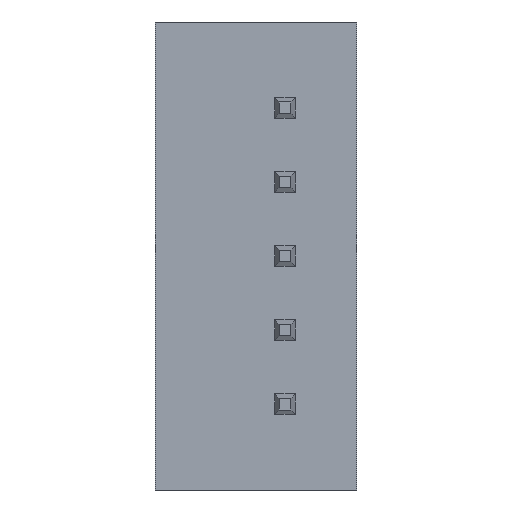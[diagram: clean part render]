
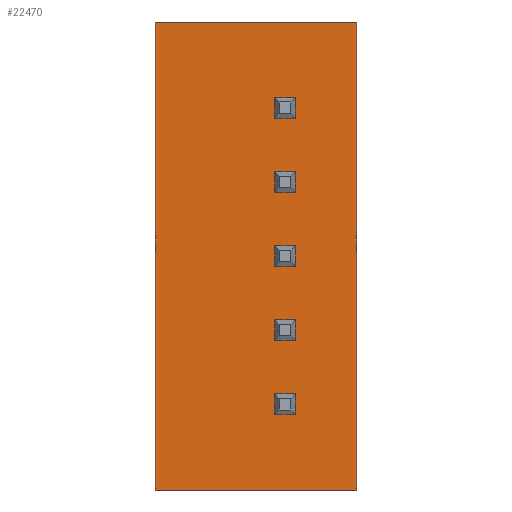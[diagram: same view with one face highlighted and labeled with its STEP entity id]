
A CAD part, front view. The second image highlights one B-rep face of the part: STEP entity #22470.
In plain terms, the highlighted planar face has unit normal (0, -1, 0).
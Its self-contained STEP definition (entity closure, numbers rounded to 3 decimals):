
#100=CARTESIAN_POINT('',(-0.202,-1.53,-15.175));
#110=VERTEX_POINT('',#100);
#280=CARTESIAN_POINT('',(0.148,-1.53,-15.175));
#290=VERTEX_POINT('',#280);
#320=CARTESIAN_POINT('',(0.,-1.53,-15.175));
#330=DIRECTION('',(1.,0.,0.));
#340=VECTOR('',#330,1.);
#350=LINE('',#320,#340);
#360=EDGE_CURVE('',#110,#290,#350,.T.);
#2120=CARTESIAN_POINT('',(0.148,-1.53,-14.825));
#2130=VERTEX_POINT('',#2120);
#2160=CARTESIAN_POINT('',(0.148,-1.53,8.125));
#2170=DIRECTION('',(0.,0.,1.));
#2180=VECTOR('',#2170,1.);
#2190=LINE('',#2160,#2180);
#2200=EDGE_CURVE('',#290,#2130,#2190,.T.);
#3810=CARTESIAN_POINT('',(-0.202,-1.53,-16.425));
#3820=VERTEX_POINT('',#3810);
#3860=CARTESIAN_POINT('',(0.148,-1.53,-16.425));
#3870=VERTEX_POINT('',#3860);
#3900=CARTESIAN_POINT('',(0.,-1.53,-16.425));
#3910=DIRECTION('',(1.,0.,0.));
#3920=VECTOR('',#3910,1.);
#3930=LINE('',#3900,#3920);
#3940=EDGE_CURVE('',#3820,#3870,#3930,.T.);
#4770=CARTESIAN_POINT('',(-0.202,-1.53,8.125));
#4780=DIRECTION('',(0.,0.,-1.));
#4790=VECTOR('',#4780,1.);
#4800=LINE('',#4770,#4790);
#4810=CARTESIAN_POINT('',(-0.202,-1.53,-16.075));
#4820=VERTEX_POINT('',#4810);
#4830=EDGE_CURVE('',#4820,#3820,#4800,.T.);
#7620=CARTESIAN_POINT('',(-0.202,-1.53,8.125));
#7630=DIRECTION('',(0.,0.,-1.));
#7640=VECTOR('',#7630,1.);
#7650=LINE('',#7620,#7640);
#7660=CARTESIAN_POINT('',(-0.202,-1.53,-14.825));
#7670=VERTEX_POINT('',#7660);
#7680=EDGE_CURVE('',#7670,#110,#7650,.T.);
#9230=CARTESIAN_POINT('',(0.148,-1.53,-16.075));
#9240=VERTEX_POINT('',#9230);
#9340=CARTESIAN_POINT('',(0.,-1.53,-16.075));
#9350=DIRECTION('',(1.,0.,0.));
#9360=VECTOR('',#9350,1.);
#9370=LINE('',#9340,#9360);
#9380=EDGE_CURVE('',#4820,#9240,#9370,.T.);
#10510=CARTESIAN_POINT('',(1.183,-1.53,-17.7));
#10520=VERTEX_POINT('',#10510);
#10550=CARTESIAN_POINT('',(1.183,-1.53,-15.625));
#10560=DIRECTION('',(0.,0.,1.));
#10570=VECTOR('',#10560,1.);
#10580=LINE('',#10550,#10570);
#10590=CARTESIAN_POINT('',(1.183,-1.53,-9.8));
#10600=VERTEX_POINT('',#10590);
#10610=EDGE_CURVE('',#10520,#10600,#10580,.T.);
#11310=CARTESIAN_POINT('',(-2.217,-1.53,-9.8));
#11320=VERTEX_POINT('',#11310);
#11350=CARTESIAN_POINT('',(-2.217,-1.53,-15.625));
#11360=DIRECTION('',(0.,0.,-1.));
#11370=VECTOR('',#11360,1.);
#11380=LINE('',#11350,#11370);
#11390=CARTESIAN_POINT('',(-2.217,-1.53,-17.7));
#11400=VERTEX_POINT('',#11390);
#11410=EDGE_CURVE('',#11320,#11400,#11380,.T.);
#12820=CARTESIAN_POINT('',(0.148,-1.53,8.125));
#12830=DIRECTION('',(0.,0.,1.));
#12840=VECTOR('',#12830,1.);
#12850=LINE('',#12820,#12840);
#12860=EDGE_CURVE('',#3870,#9240,#12850,.T.);
#12930=CARTESIAN_POINT('',(0.148,-1.53,-13.575));
#12940=VERTEX_POINT('',#12930);
#12970=CARTESIAN_POINT('',(0.148,-1.53,8.125));
#12980=DIRECTION('',(0.,0.,1.));
#12990=VECTOR('',#12980,1.);
#13000=LINE('',#12970,#12990);
#13010=CARTESIAN_POINT('',(0.148,-1.53,-13.925));
#13020=VERTEX_POINT('',#13010);
#13030=EDGE_CURVE('',#13020,#12940,#13000,.T.);
#13980=CARTESIAN_POINT('',(0.,-1.53,-14.825));
#13990=DIRECTION('',(1.,0.,0.));
#14000=VECTOR('',#13990,1.);
#14010=LINE('',#13980,#14000);
#14020=EDGE_CURVE('',#7670,#2130,#14010,.T.);
#18070=CARTESIAN_POINT('',(0.,-1.53,-17.7));
#18080=DIRECTION('',(1.,0.,0.));
#18090=VECTOR('',#18080,1.);
#18100=LINE('',#18070,#18090);
#18110=EDGE_CURVE('',#11400,#10520,#18100,.T.);
#18640=CARTESIAN_POINT('',(-0.202,-1.53,-13.925));
#18650=VERTEX_POINT('',#18640);
#18700=CARTESIAN_POINT('',(0.,-1.53,-13.925));
#18710=DIRECTION('',(1.,0.,0.));
#18720=VECTOR('',#18710,1.);
#18730=LINE('',#18700,#18720);
#18740=EDGE_CURVE('',#18650,#13020,#18730,.T.);
#19220=CARTESIAN_POINT('',(-0.202,-1.53,8.125));
#19230=DIRECTION('',(0.,0.,-1.));
#19240=VECTOR('',#19230,1.);
#19250=LINE('',#19220,#19240);
#19260=CARTESIAN_POINT('',(-0.202,-1.53,-13.575));
#19270=VERTEX_POINT('',#19260);
#19280=EDGE_CURVE('',#19270,#18650,#19250,.T.);
#20010=CARTESIAN_POINT('',(0.,-1.53,-13.575));
#20020=DIRECTION('',(1.,0.,0.));
#20030=VECTOR('',#20020,1.);
#20040=LINE('',#20010,#20030);
#20050=EDGE_CURVE('',#19270,#12940,#20040,.T.);
#20390=CARTESIAN_POINT('',(0.,-1.53,-9.8));
#20400=DIRECTION('',(1.,0.,0.));
#20410=VECTOR('',#20400,1.);
#20420=LINE('',#20390,#20410);
#20430=EDGE_CURVE('',#11320,#10600,#20420,.T.);
#21500=CARTESIAN_POINT('',(0.5,-1.53,-20.974
));
#21510=DIRECTION('',(0.,1.,0.));
#21520=DIRECTION('',(1.,0.,0.));
#21530=AXIS2_PLACEMENT_3D('',#21500,#21510,#21520);
#21540=PLANE('',#21530);
#21550=ORIENTED_EDGE('',*,*,#18740,.F.);
#21560=ORIENTED_EDGE('',*,*,#13030,.F.);
#21570=ORIENTED_EDGE('',*,*,#20050,.T.);
#21580=ORIENTED_EDGE('',*,*,#19280,.F.);
#21590=EDGE_LOOP('',(#21580,#21570,#21560,#21550));
#21600=FACE_BOUND('',#21590,.T.);
#21610=CARTESIAN_POINT('',(0.,-1.53,-12.675));
#21620=DIRECTION('',(1.,0.,0.));
#21630=VECTOR('',#21620,1.);
#21640=LINE('',#21610,#21630);
#21650=CARTESIAN_POINT('',(-0.202,-1.53,-12.675));
#21660=VERTEX_POINT('',#21650);
#21670=CARTESIAN_POINT('',(0.148,-1.53,-12.675));
#21680=VERTEX_POINT('',#21670);
#21690=EDGE_CURVE('',#21660,#21680,#21640,.T.);
#21700=ORIENTED_EDGE('',*,*,#21690,.F.);
#21710=CARTESIAN_POINT('',(0.148,-1.53,-4.375));
#21720=DIRECTION('',(0.,0.,1.));
#21730=VECTOR('',#21720,1.);
#21740=LINE('',#21710,#21730);
#21750=CARTESIAN_POINT('',(0.148,-1.53,-12.325));
#21760=VERTEX_POINT('',#21750);
#21770=EDGE_CURVE('',#21680,#21760,#21740,.T.);
#21780=ORIENTED_EDGE('',*,*,#21770,.F.);
#21790=CARTESIAN_POINT('',(0.,-1.53,-12.325));
#21800=DIRECTION('',(1.,0.,0.));
#21810=VECTOR('',#21800,1.);
#21820=LINE('',#21790,#21810);
#21830=CARTESIAN_POINT('',(-0.202,-1.53,-12.325));
#21840=VERTEX_POINT('',#21830);
#21850=EDGE_CURVE('',#21840,#21760,#21820,.T.);
#21860=ORIENTED_EDGE('',*,*,#21850,.T.);
#21870=CARTESIAN_POINT('',(-0.202,-1.53,-4.375));
#21880=DIRECTION('',(0.,0.,-1.));
#21890=VECTOR('',#21880,1.);
#21900=LINE('',#21870,#21890);
#21910=EDGE_CURVE('',#21840,#21660,#21900,.T.);
#21920=ORIENTED_EDGE('',*,*,#21910,.F.);
#21930=EDGE_LOOP('',(#21920,#21860,#21780,#21700));
#21940=FACE_BOUND('',#21930,.T.);
#21950=CARTESIAN_POINT('',(0.,-1.53,-11.075));
#21960=DIRECTION('',(1.,0.,0.));
#21970=VECTOR('',#21960,1.);
#21980=LINE('',#21950,#21970);
#21990=CARTESIAN_POINT('',(-0.202,-1.53,-11.075));
#22000=VERTEX_POINT('',#21990);
#22010=CARTESIAN_POINT('',(0.148,-1.53,-11.075));
#22020=VERTEX_POINT('',#22010);
#22030=EDGE_CURVE('',#22000,#22020,#21980,.T.);
#22040=ORIENTED_EDGE('',*,*,#22030,.T.);
#22050=CARTESIAN_POINT('',(-0.202,-1.53,-4.375));
#22060=DIRECTION('',(0.,0.,-1.));
#22070=VECTOR('',#22060,1.);
#22080=LINE('',#22050,#22070);
#22090=CARTESIAN_POINT('',(-0.202,-1.53,-11.425));
#22100=VERTEX_POINT('',#22090);
#22110=EDGE_CURVE('',#22000,#22100,#22080,.T.);
#22120=ORIENTED_EDGE('',*,*,#22110,.F.);
#22130=CARTESIAN_POINT('',(0.,-1.53,-11.425));
#22140=DIRECTION('',(1.,0.,0.));
#22150=VECTOR('',#22140,1.);
#22160=LINE('',#22130,#22150);
#22170=CARTESIAN_POINT('',(0.148,-1.53,-11.425));
#22180=VERTEX_POINT('',#22170);
#22190=EDGE_CURVE('',#22100,#22180,#22160,.T.);
#22200=ORIENTED_EDGE('',*,*,#22190,.F.);
#22210=CARTESIAN_POINT('',(0.148,-1.53,-4.375));
#22220=DIRECTION('',(0.,0.,1.));
#22230=VECTOR('',#22220,1.);
#22240=LINE('',#22210,#22230);
#22250=EDGE_CURVE('',#22180,#22020,#22240,.T.);
#22260=ORIENTED_EDGE('',*,*,#22250,.F.);
#22270=EDGE_LOOP('',(#22260,#22200,#22120,#22040));
#22280=FACE_BOUND('',#22270,.T.);
#22290=ORIENTED_EDGE('',*,*,#360,.F.);
#22300=ORIENTED_EDGE('',*,*,#2200,.F.);
#22310=ORIENTED_EDGE('',*,*,#14020,.T.);
#22320=ORIENTED_EDGE('',*,*,#7680,.F.);
#22330=EDGE_LOOP('',(#22320,#22310,#22300,#22290));
#22340=FACE_BOUND('',#22330,.T.);
#22350=ORIENTED_EDGE('',*,*,#3940,.F.);
#22360=ORIENTED_EDGE('',*,*,#12860,.F.);
#22370=ORIENTED_EDGE('',*,*,#9380,.T.);
#22380=ORIENTED_EDGE('',*,*,#4830,.F.);
#22390=EDGE_LOOP('',(#22380,#22370,#22360,#22350));
#22400=FACE_BOUND('',#22390,.T.);
#22410=ORIENTED_EDGE('',*,*,#20430,.F.);
#22420=ORIENTED_EDGE('',*,*,#10610,.T.);
#22430=ORIENTED_EDGE('',*,*,#18110,.T.);
#22440=ORIENTED_EDGE('',*,*,#11410,.T.);
#22450=EDGE_LOOP('',(#22440,#22430,#22420,#22410));
#22460=FACE_OUTER_BOUND('',#22450,.T.);
#22470=ADVANCED_FACE('',(#21600,#21940,#22280,#22340,#22400,#22460),
#21540,.F.);
